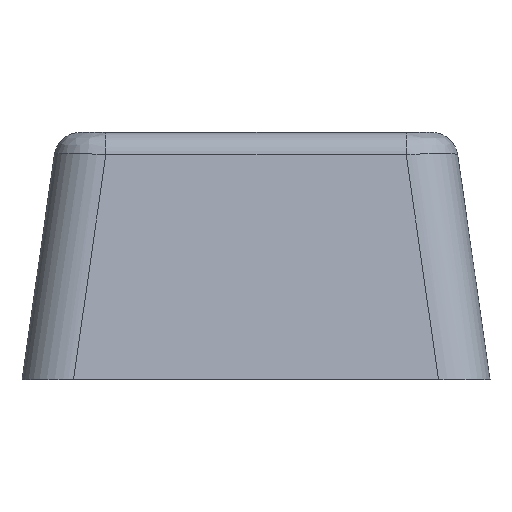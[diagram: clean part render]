
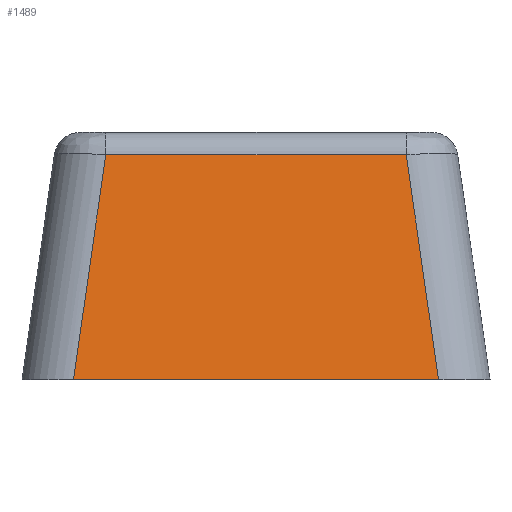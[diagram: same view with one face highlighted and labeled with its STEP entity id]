
A CAD part, left-side view. The second image highlights one B-rep face of the part: STEP entity #1489.
In plain terms, the highlighted planar face has unit normal (-0.99, 0, 0.142).
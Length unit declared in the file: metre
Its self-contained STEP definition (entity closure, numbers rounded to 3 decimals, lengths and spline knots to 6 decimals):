
#148=ORIENTED_EDGE('',*,*,#572,.T.);
#149=ORIENTED_EDGE('',*,*,#586,.T.);
#150=ORIENTED_EDGE('',*,*,#587,.T.);
#151=ORIENTED_EDGE('',*,*,#588,.T.);
#572=EDGE_CURVE('',#792,#791,#921,.T.);
#586=EDGE_CURVE('',#791,#805,#928,.T.);
#587=EDGE_CURVE('',#805,#806,#929,.F.);
#588=EDGE_CURVE('',#806,#792,#930,.F.);
#791=VERTEX_POINT('',#2190);
#792=VERTEX_POINT('',#2192);
#805=VERTEX_POINT('',#2220);
#806=VERTEX_POINT('',#2222);
#921=LINE('',#2191,#1094);
#928=LINE('',#2219,#1101);
#929=LINE('',#2221,#1102);
#930=LINE('',#2223,#1103);
#1094=VECTOR('',#1756,1.);
#1101=VECTOR('',#1779,1.);
#1102=VECTOR('',#1780,1.);
#1103=VECTOR('',#1781,1.);
#1240=EDGE_LOOP('',(#148,#149,#150,#151));
#1337=FACE_BOUND('',#1240,.T.);
#1427=PLANE('',#1606);
#1489=ADVANCED_FACE('',(#1337),#1427,.T.);
#1606=AXIS2_PLACEMENT_3D('',#2218,#1777,#1778);
#1756=DIRECTION('',(0.,-1.,0.));
#1777=DIRECTION('',(-0.99,0.,0.142));
#1778=DIRECTION('',(0.142,0.,0.99));
#1779=DIRECTION('',(0.141,0.141,0.98));
#1780=DIRECTION('',(0.,-1.,0.));
#1781=DIRECTION('',(0.141,-0.141,0.98));
#2190=CARTESIAN_POINT('',(0.0685,-0.01702,0.));
#2191=CARTESIAN_POINT('',(0.0685,-0.01,0.));
#2192=CARTESIAN_POINT('',(0.0685,-0.00298,0.));
#2218=CARTESIAN_POINT('',(0.0685,-0.019,0.));
#2219=CARTESIAN_POINT('',(0.068461,-0.01706,-0.000273));
#2220=CARTESIAN_POINT('',(0.069743,-0.015777,0.008642));
#2221=CARTESIAN_POINT('',(0.069743,-0.019,0.008642));
#2222=CARTESIAN_POINT('',(0.069743,-0.004223,0.008642));
#2223=CARTESIAN_POINT('',(0.068818,-0.003298,0.002213));
